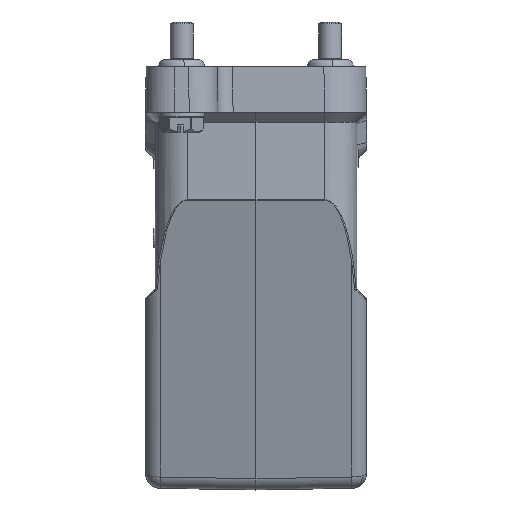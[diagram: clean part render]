
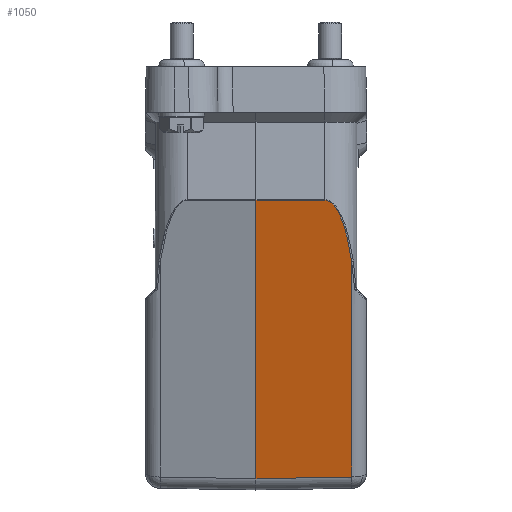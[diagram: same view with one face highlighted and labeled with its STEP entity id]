
A CAD part, left-side view. The second image highlights one B-rep face of the part: STEP entity #1050.
In plain terms, the highlighted planar face has unit normal (-0.966, -0.018, -0.259).
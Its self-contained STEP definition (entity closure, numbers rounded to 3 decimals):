
#522=FACE_OUTER_BOUND('',#2149,.T.);
#1050=ADVANCED_FACE('NONE',(#522),#1527,.F.);
#1527=PLANE('',#9324);
#2149=EDGE_LOOP('',(#4595,#4596,#4597,#4598,#4599));
#2764=LINE('',#13263,#3456);
#2804=LINE('',#13989,#3496);
#2805=LINE('',#14030,#3497);
#2806=LINE('',#14053,#3498);
#3456=VECTOR('',#10365,1.);
#3496=VECTOR('',#10483,1.);
#3497=VECTOR('',#10486,1.);
#3498=VECTOR('',#10487,1.);
#4595=ORIENTED_EDGE('',*,*,#7872,.T.);
#4596=ORIENTED_EDGE('',*,*,#7767,.F.);
#4597=ORIENTED_EDGE('',*,*,#7868,.F.);
#4598=ORIENTED_EDGE('',*,*,#7873,.F.);
#4599=ORIENTED_EDGE('',*,*,#7874,.F.);
#6883=VERTEX_POINT('',#13255);
#6884=VERTEX_POINT('',#13264);
#6947=VERTEX_POINT('',#13988);
#6949=VERTEX_POINT('',#14031);
#6950=VERTEX_POINT('',#14052);
#7767=EDGE_CURVE('NONE',#6883,#6884,#2764,.T.);
#7868=EDGE_CURVE('NONE',#6947,#6883,#2804,.T.);
#7872=EDGE_CURVE('NONE',#6949,#6884,#2805,.T.);
#7873=EDGE_CURVE('NONE',#6950,#6947,#8899,.T.);
#7874=EDGE_CURVE('NONE',#6949,#6950,#2806,.T.);
#8899=B_SPLINE_CURVE_WITH_KNOTS('',3,(#14032,#14033,#14034,#14035,#14036,
#14037,#14038,#14039,#14040,#14041,#14042,#14043,#14044,#14045,#14046,#14047,
#14048,#14049,#14050,#14051),.UNSPECIFIED.,.F.,.F.,(4,2,2,2,2,2,2,2,2,4),
(0.,0.031,0.063,0.125,0.188,0.25,0.375,0.5,0.75,
1.),.UNSPECIFIED.);
#9324=AXIS2_PLACEMENT_3D('',#14054,#10488,#10489);
#10365=DIRECTION('',(-0.013,1.,-0.017));
#10483=DIRECTION('',(0.259,0.,-0.966));
#10486=DIRECTION('',(0.259,0.,-0.966));
#10487=DIRECTION('',(0.017,-1.,0.002));
#10488=DIRECTION('',(0.966,0.017,0.259));
#10489=DIRECTION('',(0.259,0.,-0.966));
#13255=CARTESIAN_POINT('',(-55.094,-25.07,-95.598));
#13263=CARTESIAN_POINT('',(-55.094,-25.07,-95.598));
#13264=CARTESIAN_POINT('',(-55.43,0.,-96.036));
#13988=CARTESIAN_POINT('',(-70.235,-25.07,-39.091));
#13989=CARTESIAN_POINT('',(-54.213,-25.07,-98.887));
#14030=CARTESIAN_POINT('',(-54.636,0.,-99.));
#14031=CARTESIAN_POINT('',(-74.983,0.,-23.064));
#14032=CARTESIAN_POINT('',(-74.668,-18.048,-23.022));
#14033=CARTESIAN_POINT('',(-74.664,-18.244,-23.022));
#14034=CARTESIAN_POINT('',(-74.654,-18.439,-23.048));
#14035=CARTESIAN_POINT('',(-74.62,-18.815,-23.149));
#14036=CARTESIAN_POINT('',(-74.597,-18.996,-23.223));
#14037=CARTESIAN_POINT('',(-74.515,-19.511,-23.494));
#14038=CARTESIAN_POINT('',(-74.444,-19.815,-23.739));
#14039=CARTESIAN_POINT('',(-74.289,-20.363,-24.281));
#14040=CARTESIAN_POINT('',(-74.204,-20.607,-24.58));
#14041=CARTESIAN_POINT('',(-74.029,-21.054,-25.204));
#14042=CARTESIAN_POINT('',(-73.938,-21.257,-25.531));
#14043=CARTESIAN_POINT('',(-73.659,-21.823,-26.533));
#14044=CARTESIAN_POINT('',(-73.466,-22.142,-27.231));
#14045=CARTESIAN_POINT('',(-73.075,-22.714,-28.653));
#14046=CARTESIAN_POINT('',(-72.876,-22.965,-29.377));
#14047=CARTESIAN_POINT('',(-72.276,-23.647,-31.571));
#14048=CARTESIAN_POINT('',(-71.87,-24.009,-33.061));
#14049=CARTESIAN_POINT('',(-71.055,-24.619,-36.062));
#14050=CARTESIAN_POINT('',(-70.646,-24.866,-37.573));
#14051=CARTESIAN_POINT('',(-70.235,-25.07,-39.091));
#14052=CARTESIAN_POINT('',(-74.668,-18.048,-23.022));
#14053=CARTESIAN_POINT('',(-74.989,0.347,-23.064));
#14054=CARTESIAN_POINT('',(-54.636,0.,-99.));
